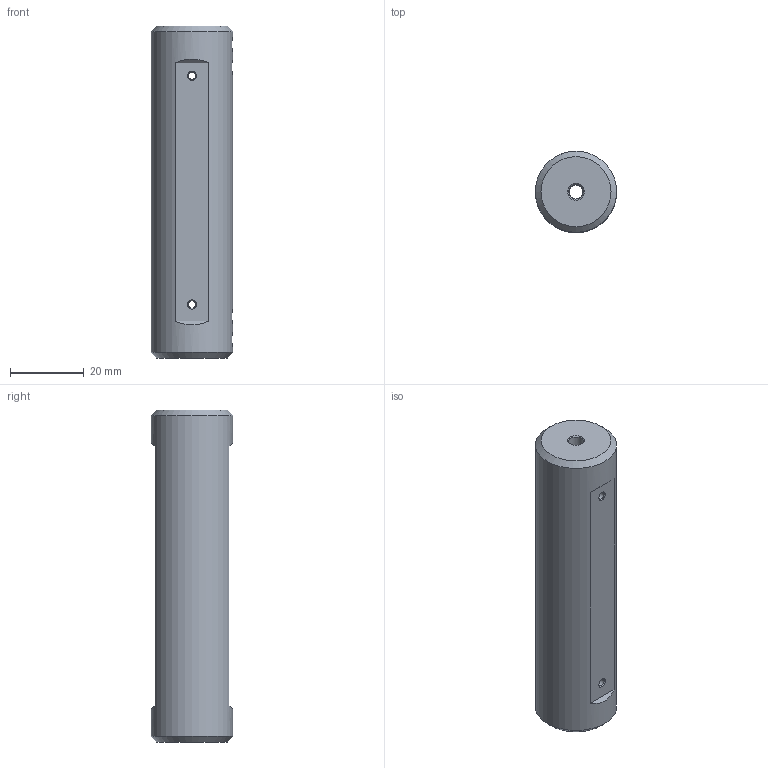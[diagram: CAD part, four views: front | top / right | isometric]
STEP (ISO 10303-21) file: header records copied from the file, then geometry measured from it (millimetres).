
FILE_DESCRIPTION (( 'STEP AP203' ), '1' );
FILE_NAME ('645.0022-D.step', '2023-11-09T15:52:34', ( '' ), ( '' ), 'SwSTEP 2.0', 'SolidWorks 2022', '' );
FILE_SCHEMA (( 'CONFIG_CONTROL_DESIGN' ));
Length unit declared in the file: millimetre
Products named in the file (1): 645.0022-D
Bounding box: 22 x 22 x 90 mm (x, y, z)
Volume: 31398.9 mm3; surface area: 8486.6 mm2
Topology: 1 solids, 1 shells, 34 faces, 92 edges, 58 vertices
Faces by surface type: plane 14, cylinder 12, cone 8
Full cylindrical faces by diameter (mm): 2 x4, 3.7 x1, 4 x1, 4.2 x4, 5 x1, 22 x1
Entity records: 1501 total; most frequent: CARTESIAN_POINT 741, DIRECTION 130, ORIENTED_EDGE 108, EDGE_LOOP 76, AXIS2_PLACEMENT_3D 59, EDGE_CURVE 54, FACE_OUTER_BOUND 46, VERTEX_POINT 46
